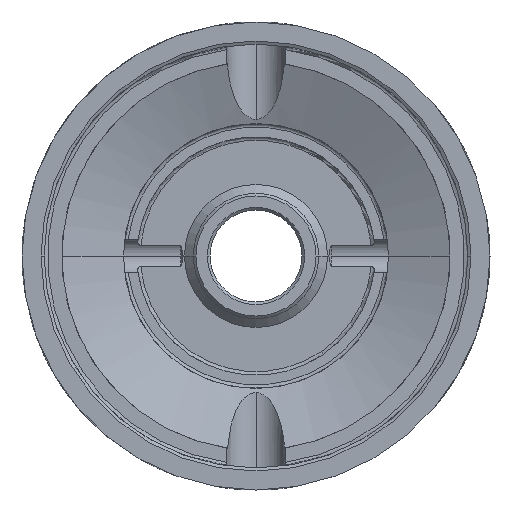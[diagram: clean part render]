
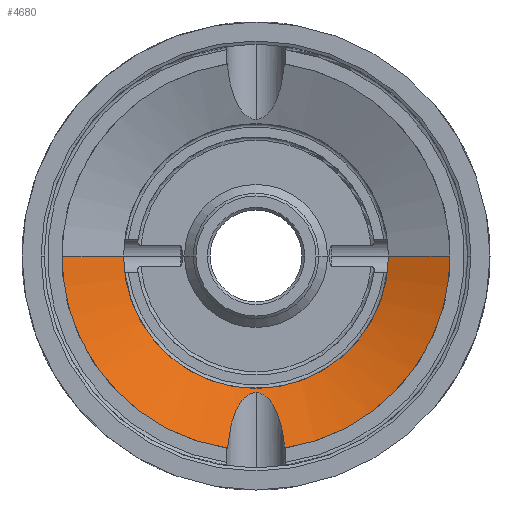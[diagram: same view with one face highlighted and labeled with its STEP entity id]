
A CAD part, left-side view. The second image highlights one B-rep face of the part: STEP entity #4680.
In plain terms, the highlighted conical face has half-angle 67.496 degrees and reference radius 9.25 mm.
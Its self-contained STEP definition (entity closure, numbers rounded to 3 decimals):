
#590=CARTESIAN_POINT('',(-7.9,0.,0.));
#591=DIRECTION('',(-1.,0.,0.));
#592=DIRECTION('',(0.,1.,0.));
#593=AXIS2_PLACEMENT_3D('',#590,#591,#592);
#2168=CARTESIAN_POINT('',(-9.35,-1.622,-10.88));
#2192=CARTESIAN_POINT('',(-9.35,1.622,-10.88));
#2194=CARTESIAN_POINT('',(-8.,0.,-7.741));
#2195=CARTESIAN_POINT('',(-8.,-0.06,-7.741));
#2196=CARTESIAN_POINT('',(-8.007,-0.178,
-7.756));
#2197=CARTESIAN_POINT('',(-8.034,-0.346,
-7.816));
#2198=CARTESIAN_POINT('',(-8.075,-0.498,
-7.906));
#2199=CARTESIAN_POINT('',(-8.122,-0.628,
-8.013));
#2200=CARTESIAN_POINT('',(-8.176,-0.744,
-8.131));
#2201=CARTESIAN_POINT('',(-8.236,-0.853,
-8.267));
#2202=CARTESIAN_POINT('',(-8.305,-0.958,
-8.423));
#2203=CARTESIAN_POINT('',(-8.384,-1.061,
-8.603));
#2204=CARTESIAN_POINT('',(-8.471,-1.157,
-8.803));
#2205=CARTESIAN_POINT('',(-8.566,-1.246,
-9.021));
#2206=CARTESIAN_POINT('',(-8.666,-1.327,
-9.255));
#2207=CARTESIAN_POINT('',(-8.772,-1.399,
-9.502));
#2208=CARTESIAN_POINT('',(-8.882,-1.462,
-9.761));
#2209=CARTESIAN_POINT('',(-8.997,-1.517,
-10.034));
#2210=CARTESIAN_POINT('',(-9.115,-1.563,
-10.316));
#2211=CARTESIAN_POINT('',(-9.234,-1.598,
-10.601));
#2212=CARTESIAN_POINT('',(-9.312,-1.615,
-10.787));
#2213=CARTESIAN_POINT('',(-9.35,-1.622,-10.88));
#2215=CARTESIAN_POINT('',(-9.35,1.622,-10.88));
#2216=CARTESIAN_POINT('',(-9.313,1.616,
-10.789));
#2217=CARTESIAN_POINT('',(-9.237,1.599,
-10.607));
#2218=CARTESIAN_POINT('',(-9.12,1.564,
-10.326));
#2219=CARTESIAN_POINT('',(-9.004,1.52,
-10.049));
#2220=CARTESIAN_POINT('',(-8.891,1.467,
-9.783));
#2221=CARTESIAN_POINT('',(-8.785,1.407,
-9.534));
#2222=CARTESIAN_POINT('',(-8.688,1.342,
-9.306));
#2223=CARTESIAN_POINT('',(-8.6,1.275,
-9.102));
#2224=CARTESIAN_POINT('',(-8.519,1.203,
-8.914));
#2225=CARTESIAN_POINT('',(-8.441,1.125,
-8.734));
#2226=CARTESIAN_POINT('',(-8.364,1.036,
-8.557));
#2227=CARTESIAN_POINT('',(-8.288,0.934,
-8.384));
#2228=CARTESIAN_POINT('',(-8.214,0.817,
-8.218));
#2229=CARTESIAN_POINT('',(-8.147,0.687,
-8.068));
#2230=CARTESIAN_POINT('',(-8.088,0.54,
-7.936));
#2231=CARTESIAN_POINT('',(-8.04,0.377,
-7.831));
#2232=CARTESIAN_POINT('',(-8.008,0.196,
-7.759));
#2233=CARTESIAN_POINT('',(-8.,0.067,-7.741));
#2234=CARTESIAN_POINT('',(-8.,0.,-7.741));
#2236=CARTESIAN_POINT('',(-9.35,0.,0.));
#2237=DIRECTION('',(-1.,0.,0.));
#2238=DIRECTION('',(0.,1.,0.));
#2239=AXIS2_PLACEMENT_3D('',#2236,#2237,#2238);
#2241=CARTESIAN_POINT('',(-9.35,0.,0.));
#2242=DIRECTION('',(-1.,0.,0.));
#2243=DIRECTION('',(0.,-0.147,-0.989));
#2244=AXIS2_PLACEMENT_3D('',#2241,#2242,#2243);
#2272=DIRECTION('',(0.383,0.924,0.));
#2273=VECTOR('',#2272,3.788);
#2274=CARTESIAN_POINT('',(-9.35,-11.,0.));
#2275=LINE('',#2274,#2273);
#2276=DIRECTION('',(0.383,-0.924,0.));
#2277=VECTOR('',#2276,3.788);
#2278=CARTESIAN_POINT('',(-9.35,11.,0.));
#2279=LINE('',#2278,#2277);
#2832=CARTESIAN_POINT('',(-9.35,11.,0.));
#2833=CARTESIAN_POINT('',(-7.9,7.5,0.));
#2834=VERTEX_POINT('',#2832);
#2835=VERTEX_POINT('',#2833);
#2840=CARTESIAN_POINT('',(-9.35,-11.,0.));
#2841=CARTESIAN_POINT('',(-7.9,-7.5,0.));
#2842=VERTEX_POINT('',#2840);
#2843=VERTEX_POINT('',#2841);
#2898=VERTEX_POINT('',#2168);
#2899=VERTEX_POINT('',#2192);
#2905=VERTEX_POINT('',#2194);
#4664=CARTESIAN_POINT('',(-8.625,0.,0.));
#4665=DIRECTION('',(-1.,0.,0.));
#4666=DIRECTION('',(0.,1.,0.));
#4667=AXIS2_PLACEMENT_3D('',#4664,#4665,#4666);
#4668=CONICAL_SURFACE('',#4667,9.25,67.496);
#4669=ORIENTED_EDGE('',*,*,#4478,.F.);
#4670=ORIENTED_EDGE('',*,*,#4531,.F.);
#4671=ORIENTED_EDGE('',*,*,#4658,.F.);
#4673=ORIENTED_EDGE('',*,*,#4672,.T.);
#4674=ORIENTED_EDGE('',*,*,#3715,.T.);
#4676=ORIENTED_EDGE('',*,*,#4675,.F.);
#4677=ORIENTED_EDGE('',*,*,#4639,.F.);
#4678=EDGE_LOOP('',(#4669,#4670,#4671,#4673,#4674,#4676,#4677));
#4679=FACE_OUTER_BOUND('',#4678,.F.);
#4680=ADVANCED_FACE('',(#4679),#4668,.F.);
#594=CIRCLE('',#593,7.5);
#2214=B_SPLINE_CURVE_WITH_KNOTS('',3,(#2194,#2195,#2196,#2197,#2198,#2199,#2200,
#2201,#2202,#2203,#2204,#2205,#2206,#2207,#2208,#2209,#2210,#2211,#2212,#2213),
.UNSPECIFIED.,.F.,.F.,(4,1,1,1,1,1,1,1,1,1,1,1,1,1,1,1,1,4),(0.,
0.059,0.118,0.176,0.235,
0.294,0.353,0.412,0.471,
0.529,0.588,0.647,0.706,
0.765,0.824,0.882,0.941,1.),
.UNSPECIFIED.);
#2235=B_SPLINE_CURVE_WITH_KNOTS('',3,(#2215,#2216,#2217,#2218,#2219,#2220,#2221,
#2222,#2223,#2224,#2225,#2226,#2227,#2228,#2229,#2230,#2231,#2232,#2233,#2234),
.UNSPECIFIED.,.F.,.F.,(4,1,1,1,1,1,1,1,1,1,1,1,1,1,1,1,1,4),(0.,
0.059,0.118,0.176,0.235,
0.294,0.353,0.412,0.471,
0.529,0.588,0.647,0.706,
0.765,0.824,0.882,0.941,1.),
.UNSPECIFIED.);
#2240=CIRCLE('',#2239,11.);
#2245=CIRCLE('',#2244,11.);
#3715=EDGE_CURVE('',#2835,#2843,#594,.T.);
#4478=EDGE_CURVE('',#2905,#2898,#2214,.T.);
#4531=EDGE_CURVE('',#2899,#2905,#2235,.T.);
#4639=EDGE_CURVE('',#2898,#2842,#2245,.T.);
#4658=EDGE_CURVE('',#2834,#2899,#2240,.T.);
#4672=EDGE_CURVE('',#2834,#2835,#2279,.T.);
#4675=EDGE_CURVE('',#2842,#2843,#2275,.T.);
